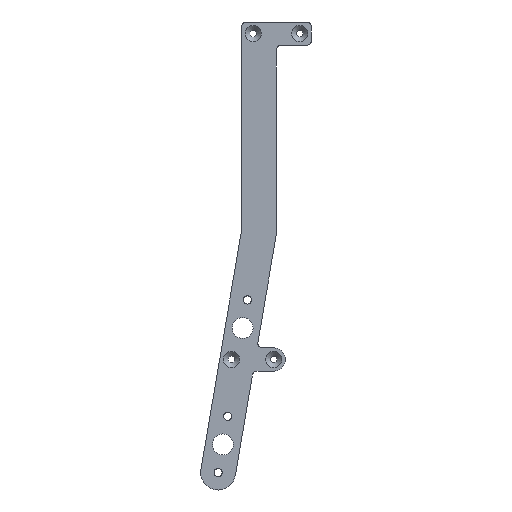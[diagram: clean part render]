
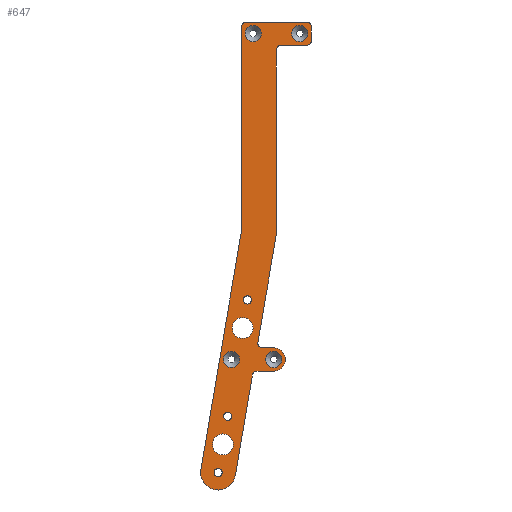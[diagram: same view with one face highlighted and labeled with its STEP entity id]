
A CAD part, left-side view. The second image highlights one B-rep face of the part: STEP entity #647.
In plain terms, the highlighted planar face has unit normal (-1, 0, 0).
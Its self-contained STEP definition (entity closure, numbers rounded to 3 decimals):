
#24=FACE_BOUND('',#124,.T.);
#25=FACE_BOUND('',#125,.T.);
#26=FACE_BOUND('',#126,.T.);
#27=FACE_BOUND('',#127,.T.);
#28=FACE_BOUND('',#128,.T.);
#29=FACE_BOUND('',#129,.T.);
#30=FACE_BOUND('',#130,.T.);
#31=FACE_BOUND('',#131,.T.);
#32=FACE_BOUND('',#132,.T.);
#44=PLANE('',#732);
#81=FACE_OUTER_BOUND('',#123,.T.);
#123=EDGE_LOOP('',(#571,#572,#573,#574,#575,#576,#577,#578,#579,#580,#581,
#582,#583,#584,#585,#586,#587,#588));
#124=EDGE_LOOP('',(#589));
#125=EDGE_LOOP('',(#590));
#126=EDGE_LOOP('',(#591));
#127=EDGE_LOOP('',(#592));
#128=EDGE_LOOP('',(#593));
#129=EDGE_LOOP('',(#594));
#130=EDGE_LOOP('',(#595));
#131=EDGE_LOOP('',(#596));
#132=EDGE_LOOP('',(#597));
#150=LINE('',#1013,#201);
#153=LINE('',#1019,#204);
#157=LINE('',#1031,#208);
#161=LINE('',#1043,#212);
#165=LINE('',#1055,#216);
#169=LINE('',#1067,#220);
#172=LINE('',#1073,#223);
#176=LINE('',#1085,#227);
#180=LINE('',#1097,#231);
#183=LINE('',#1106,#234);
#201=VECTOR('',#830,10.);
#204=VECTOR('',#835,10.);
#208=VECTOR('',#847,10.);
#212=VECTOR('',#859,10.);
#216=VECTOR('',#871,10.);
#220=VECTOR('',#883,10.);
#223=VECTOR('',#888,10.);
#227=VECTOR('',#900,10.);
#231=VECTOR('',#912,10.);
#234=VECTOR('',#923,10.);
#236=CIRCLE('',#664,1.75);
#238=CIRCLE('',#667,1.75);
#240=CIRCLE('',#670,1.75);
#241=CIRCLE('',#672,3.5);
#244=CIRCLE('',#677,3.5);
#247=CIRCLE('',#682,3.5);
#250=CIRCLE('',#687,3.5);
#254=CIRCLE('',#693,4.5);
#256=CIRCLE('',#696,4.5);
#258=CIRCLE('',#699,2.);
#260=CIRCLE('',#704,7.5);
#262=CIRCLE('',#708,2.);
#264=CIRCLE('',#712,5.);
#266=CIRCLE('',#716,2.);
#268=CIRCLE('',#721,2.);
#270=CIRCLE('',#725,2.);
#272=CIRCLE('',#729,2.);
#274=VERTEX_POINT('',#932);
#276=VERTEX_POINT('',#938);
#278=VERTEX_POINT('',#944);
#279=VERTEX_POINT('',#948);
#282=VERTEX_POINT('',#958);
#285=VERTEX_POINT('',#968);
#288=VERTEX_POINT('',#978);
#292=VERTEX_POINT('',#990);
#294=VERTEX_POINT('',#996);
#297=VERTEX_POINT('',#1003);
#298=VERTEX_POINT('',#1005);
#300=VERTEX_POINT('',#1011);
#302=VERTEX_POINT('',#1017);
#304=VERTEX_POINT('',#1023);
#306=VERTEX_POINT('',#1029);
#308=VERTEX_POINT('',#1035);
#310=VERTEX_POINT('',#1041);
#312=VERTEX_POINT('',#1047);
#314=VERTEX_POINT('',#1053);
#316=VERTEX_POINT('',#1059);
#318=VERTEX_POINT('',#1065);
#320=VERTEX_POINT('',#1071);
#322=VERTEX_POINT('',#1077);
#324=VERTEX_POINT('',#1083);
#326=VERTEX_POINT('',#1089);
#328=VERTEX_POINT('',#1095);
#330=VERTEX_POINT('',#1101);
#333=EDGE_CURVE('',#274,#274,#236,.T.);
#336=EDGE_CURVE('',#276,#276,#238,.T.);
#339=EDGE_CURVE('',#278,#278,#240,.T.);
#340=EDGE_CURVE('',#279,#279,#241,.T.);
#345=EDGE_CURVE('',#282,#282,#244,.T.);
#350=EDGE_CURVE('',#285,#285,#247,.T.);
#355=EDGE_CURVE('',#288,#288,#250,.T.);
#362=EDGE_CURVE('',#292,#292,#254,.T.);
#365=EDGE_CURVE('',#294,#294,#256,.T.);
#368=EDGE_CURVE('',#297,#298,#258,.T.);
#372=EDGE_CURVE('',#300,#297,#150,.T.);
#375=EDGE_CURVE('',#302,#300,#153,.T.);
#378=EDGE_CURVE('',#304,#302,#260,.T.);
#381=EDGE_CURVE('',#306,#304,#157,.T.);
#384=EDGE_CURVE('',#308,#306,#262,.T.);
#387=EDGE_CURVE('',#310,#308,#161,.T.);
#390=EDGE_CURVE('',#312,#310,#264,.T.);
#393=EDGE_CURVE('',#314,#312,#165,.T.);
#396=EDGE_CURVE('',#316,#314,#266,.T.);
#399=EDGE_CURVE('',#318,#316,#169,.T.);
#402=EDGE_CURVE('',#320,#318,#172,.T.);
#405=EDGE_CURVE('',#322,#320,#268,.T.);
#408=EDGE_CURVE('',#324,#322,#176,.T.);
#411=EDGE_CURVE('',#326,#324,#270,.T.);
#414=EDGE_CURVE('',#328,#326,#180,.T.);
#417=EDGE_CURVE('',#330,#328,#272,.T.);
#419=EDGE_CURVE('',#298,#330,#183,.T.);
#571=ORIENTED_EDGE('',*,*,#419,.F.);
#572=ORIENTED_EDGE('',*,*,#368,.F.);
#573=ORIENTED_EDGE('',*,*,#372,.F.);
#574=ORIENTED_EDGE('',*,*,#375,.F.);
#575=ORIENTED_EDGE('',*,*,#378,.F.);
#576=ORIENTED_EDGE('',*,*,#381,.F.);
#577=ORIENTED_EDGE('',*,*,#384,.F.);
#578=ORIENTED_EDGE('',*,*,#387,.F.);
#579=ORIENTED_EDGE('',*,*,#390,.F.);
#580=ORIENTED_EDGE('',*,*,#393,.F.);
#581=ORIENTED_EDGE('',*,*,#396,.F.);
#582=ORIENTED_EDGE('',*,*,#399,.F.);
#583=ORIENTED_EDGE('',*,*,#402,.F.);
#584=ORIENTED_EDGE('',*,*,#405,.F.);
#585=ORIENTED_EDGE('',*,*,#408,.F.);
#586=ORIENTED_EDGE('',*,*,#411,.F.);
#587=ORIENTED_EDGE('',*,*,#414,.F.);
#588=ORIENTED_EDGE('',*,*,#417,.F.);
#589=ORIENTED_EDGE('',*,*,#333,.F.);
#590=ORIENTED_EDGE('',*,*,#336,.F.);
#591=ORIENTED_EDGE('',*,*,#339,.F.);
#592=ORIENTED_EDGE('',*,*,#340,.F.);
#593=ORIENTED_EDGE('',*,*,#345,.F.);
#594=ORIENTED_EDGE('',*,*,#350,.F.);
#595=ORIENTED_EDGE('',*,*,#355,.F.);
#596=ORIENTED_EDGE('',*,*,#362,.F.);
#597=ORIENTED_EDGE('',*,*,#365,.F.);
#647=ADVANCED_FACE('',(#81,#24,#25,#26,#27,#28,#29,#30,#31,#32),#44,.T.);
#664=AXIS2_PLACEMENT_3D('',#934,#740,#741);
#667=AXIS2_PLACEMENT_3D('',#940,#747,#748);
#670=AXIS2_PLACEMENT_3D('',#946,#754,#755);
#672=AXIS2_PLACEMENT_3D('',#949,#758,#759);
#677=AXIS2_PLACEMENT_3D('',#959,#770,#771);
#682=AXIS2_PLACEMENT_3D('',#969,#782,#783);
#687=AXIS2_PLACEMENT_3D('',#979,#794,#795);
#693=AXIS2_PLACEMENT_3D('',#992,#809,#810);
#696=AXIS2_PLACEMENT_3D('',#998,#816,#817);
#699=AXIS2_PLACEMENT_3D('',#1006,#823,#824);
#704=AXIS2_PLACEMENT_3D('',#1025,#841,#842);
#708=AXIS2_PLACEMENT_3D('',#1037,#853,#854);
#712=AXIS2_PLACEMENT_3D('',#1049,#865,#866);
#716=AXIS2_PLACEMENT_3D('',#1061,#877,#878);
#721=AXIS2_PLACEMENT_3D('',#1079,#894,#895);
#725=AXIS2_PLACEMENT_3D('',#1091,#906,#907);
#729=AXIS2_PLACEMENT_3D('',#1103,#918,#919);
#732=AXIS2_PLACEMENT_3D('',#1108,#926,#927);
#740=DIRECTION('center_axis',(-1.,0.,0.));
#741=DIRECTION('ref_axis',(0.,1.,0.));
#747=DIRECTION('center_axis',(-1.,0.,0.));
#748=DIRECTION('ref_axis',(0.,1.,0.));
#754=DIRECTION('center_axis',(-1.,0.,0.));
#755=DIRECTION('ref_axis',(0.,1.,0.));
#758=DIRECTION('center_axis',(-1.,0.,0.));
#759=DIRECTION('ref_axis',(0.,-1.,0.));
#770=DIRECTION('center_axis',(-1.,0.,0.));
#771=DIRECTION('ref_axis',(0.,-1.,0.));
#782=DIRECTION('center_axis',(-1.,0.,0.));
#783=DIRECTION('ref_axis',(0.,-1.,0.));
#794=DIRECTION('center_axis',(-1.,0.,0.));
#795=DIRECTION('ref_axis',(0.,-1.,0.));
#809=DIRECTION('center_axis',(-1.,0.,0.));
#810=DIRECTION('ref_axis',(0.,1.,0.));
#816=DIRECTION('center_axis',(-1.,0.,0.));
#817=DIRECTION('ref_axis',(0.,1.,0.));
#823=DIRECTION('center_axis',(1.,0.,0.));
#824=DIRECTION('ref_axis',(0.,0.,1.));
#830=DIRECTION('',(0.,0.,1.));
#835=DIRECTION('',(0.,-0.168,0.986));
#841=DIRECTION('center_axis',(1.,0.,0.));
#842=DIRECTION('ref_axis',(0.,0.986,0.168));
#847=DIRECTION('',(0.,0.168,-0.986));
#853=DIRECTION('center_axis',(-1.,0.,0.));
#854=DIRECTION('ref_axis',(0.,0.,1.));
#859=DIRECTION('',(0.,1.,0.));
#865=DIRECTION('center_axis',(1.,0.,0.));
#866=DIRECTION('ref_axis',(0.,0.,-1.));
#871=DIRECTION('',(0.,-1.,0.));
#877=DIRECTION('center_axis',(-1.,0.,0.));
#878=DIRECTION('ref_axis',(0.,0.986,0.168));
#883=DIRECTION('',(0.,0.168,-0.986));
#888=DIRECTION('',(0.,0.,-1.));
#894=DIRECTION('center_axis',(-1.,0.,0.));
#895=DIRECTION('ref_axis',(0.,0.,1.));
#900=DIRECTION('',(0.,1.,0.));
#906=DIRECTION('center_axis',(1.,0.,0.));
#907=DIRECTION('ref_axis',(0.,0.,-1.));
#912=DIRECTION('',(0.,0.,-1.));
#918=DIRECTION('center_axis',(1.,0.,0.));
#919=DIRECTION('ref_axis',(0.,-1.,0.));
#923=DIRECTION('',(0.,-1.,0.));
#926=DIRECTION('center_axis',(-1.,0.,0.));
#927=DIRECTION('ref_axis',(0.,1.,0.));
#932=CARTESIAN_POINT('',(-16.,59.197,-27.923));
#934=CARTESIAN_POINT('Origin',(-16.,60.947,-27.923));
#938=CARTESIAN_POINT('',(-16.,50.697,22.077));
#940=CARTESIAN_POINT('Origin',(-16.,52.447,22.077));
#944=CARTESIAN_POINT('',(-16.,63.303,-52.077));
#946=CARTESIAN_POINT('Origin',(-16.,65.053,-52.077));
#948=CARTESIAN_POINT('',(-16.,53.5,136.5));
#949=CARTESIAN_POINT('Origin',(-16.,50.,136.5));
#958=CARTESIAN_POINT('',(-16.,33.5,136.5));
#959=CARTESIAN_POINT('Origin',(-16.,30.,136.5));
#968=CARTESIAN_POINT('',(-16.,62.827,-3.5));
#969=CARTESIAN_POINT('Origin',(-16.,59.327,-3.5));
#978=CARTESIAN_POINT('',(-16.,44.681,-3.5));
#979=CARTESIAN_POINT('Origin',(-16.,41.181,-3.5));
#990=CARTESIAN_POINT('',(-16.,50.,10.));
#992=CARTESIAN_POINT('Origin',(-16.,54.5,10.));
#996=CARTESIAN_POINT('',(-16.,58.5,-40.));
#998=CARTESIAN_POINT('Origin',(-16.,63.,-40.));
#1003=CARTESIAN_POINT('',(-16.,55.,139.5));
#1005=CARTESIAN_POINT('',(-16.,53.,141.5));
#1006=CARTESIAN_POINT('Origin',(-16.,53.,139.5));
#1011=CARTESIAN_POINT('',(-16.,55.,51.809));
#1013=CARTESIAN_POINT('',(-16.,55.,139.5));
#1017=CARTESIAN_POINT('',(-16.,72.447,-50.82));
#1019=CARTESIAN_POINT('',(-16.,72.501,-51.139));
#1023=CARTESIAN_POINT('',(-16.,57.659,-53.334));
#1025=CARTESIAN_POINT('Origin',(-16.,65.053,-52.077));
#1029=CARTESIAN_POINT('',(-16.,50.32,-10.165));
#1031=CARTESIAN_POINT('',(-16.,57.659,-53.334));
#1035=CARTESIAN_POINT('',(-16.,48.349,-8.5));
#1037=CARTESIAN_POINT('Origin',(-16.,48.349,-10.5));
#1041=CARTESIAN_POINT('',(-16.,41.181,-8.5));
#1043=CARTESIAN_POINT('',(-16.,48.349,-8.5));
#1047=CARTESIAN_POINT('',(-16.,41.181,1.5));
#1049=CARTESIAN_POINT('Origin',(-16.,41.181,-3.5));
#1053=CARTESIAN_POINT('',(-16.,45.969,1.5));
#1055=CARTESIAN_POINT('',(-16.,41.181,1.5));
#1059=CARTESIAN_POINT('',(-16.,47.94,3.835));
#1061=CARTESIAN_POINT('Origin',(-16.,45.969,3.5));
#1065=CARTESIAN_POINT('',(-16.,40.,50.544));
#1067=CARTESIAN_POINT('',(-16.,47.94,3.835));
#1071=CARTESIAN_POINT('',(-16.,40.,129.5));
#1073=CARTESIAN_POINT('',(-16.,40.,50.544));
#1077=CARTESIAN_POINT('',(-16.,38.,131.5));
#1079=CARTESIAN_POINT('Origin',(-16.,38.,129.5));
#1083=CARTESIAN_POINT('',(-16.,27.,131.5));
#1085=CARTESIAN_POINT('',(-16.,27.,131.5));
#1089=CARTESIAN_POINT('',(-16.,25.,133.5));
#1091=CARTESIAN_POINT('Origin',(-16.,27.,133.5));
#1095=CARTESIAN_POINT('',(-16.,25.,139.5));
#1097=CARTESIAN_POINT('',(-16.,25.,139.5));
#1101=CARTESIAN_POINT('',(-16.,27.,141.5));
#1103=CARTESIAN_POINT('Origin',(-16.,27.,139.5));
#1106=CARTESIAN_POINT('',(-16.,40.,141.5));
#1108=CARTESIAN_POINT('Origin',(-16.,48.777,40.962));
